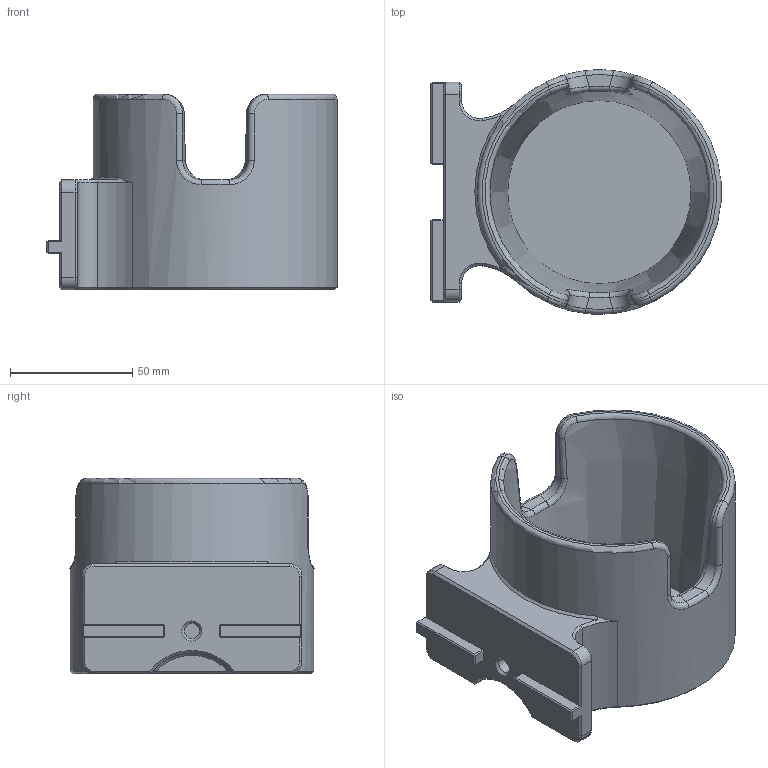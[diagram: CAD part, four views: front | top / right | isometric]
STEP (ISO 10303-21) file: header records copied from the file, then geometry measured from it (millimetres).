
FILE_DESCRIPTION(/* description */ (''),/* implementation_level */ '2;1');
FILE_NAME(/* name */ 'CupHolder v7.step',/* time_stamp */ '2022-05-10T19:48:44+02:00',/* author */ (''),/* organization */ (''),/* preprocessor_version */ 'ST-DEVELOPER v18.1',/* originating_system */ 'Autodesk Translation Framework v10.14.0.1471',/* authorisation */ '');
FILE_SCHEMA (('AUTOMOTIVE_DESIGN { 1 0 10303 214 3 1 1 }'));
Length unit declared in the file: millimetre
Products named in the file (1): CupHolder
Bounding box: 118.75 x 99.93 x 80 mm (x, y, z)
Volume: 261081.5 mm3; surface area: 64458.4 mm2
Topology: 1 solids, 1 shells, 153 faces, 365 edges, 215 vertices
Faces by surface type: plane 74, cone 26, cylinder 25, bspline 20, torus 8
Full cylindrical faces by diameter (mm): 6.25 x2, 100 x1
Entity records: 4961 total; most frequent: CARTESIAN_POINT 1531, ORIENTED_EDGE 730, DIRECTION 680, EDGE_CURVE 365, AXIS2_PLACEMENT_3D 239, VERTEX_POINT 215, LINE 202, VECTOR 202
